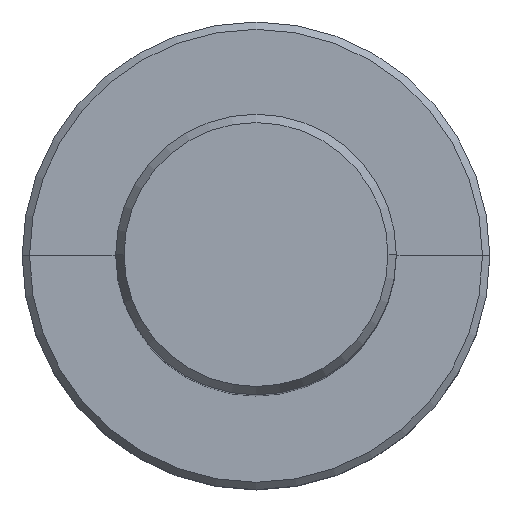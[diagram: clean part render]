
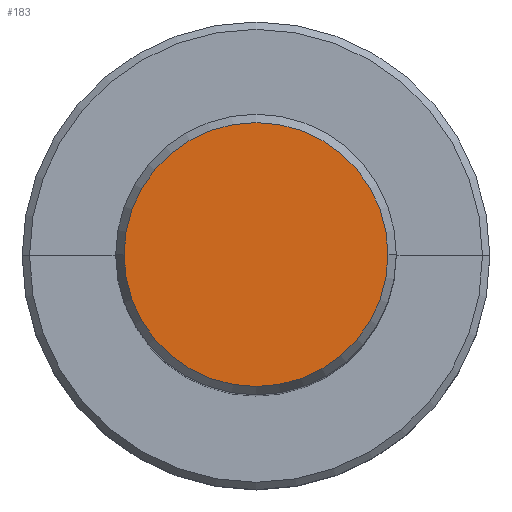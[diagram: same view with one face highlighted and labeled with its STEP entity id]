
A CAD part, top view. The second image highlights one B-rep face of the part: STEP entity #183.
In plain terms, the highlighted planar face has unit normal (0, 0, 1).
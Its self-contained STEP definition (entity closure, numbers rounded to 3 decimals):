
#52=PLANE('',#1212);
#183=ADVANCED_FACE('',(#270),#52,.F.);
#270=FACE_OUTER_BOUND('',#335,.T.);
#335=EDGE_LOOP('',(#586,#587));
#586=ORIENTED_EDGE('',*,*,#778,.F.);
#587=ORIENTED_EDGE('',*,*,#776,.T.);
#651=VERTEX_POINT('',#2483);
#652=VERTEX_POINT('',#2485);
#776=EDGE_CURVE('',#652,#651,#839,.T.);
#778=EDGE_CURVE('',#652,#651,#840,.T.);
#839=CIRCLE('',#1208,8.959);
#840=CIRCLE('',#1210,8.959);
#1208=AXIS2_PLACEMENT_3D('',#2484,#1471,#1472);
#1210=AXIS2_PLACEMENT_3D('',#2488,#1476,#1477);
#1212=AXIS2_PLACEMENT_3D('',#2490,#1480,#1481);
#1471=DIRECTION('',(0.,0.,1.));
#1472=DIRECTION('',(1.,0.,0.));
#1476=DIRECTION('',(0.,0.,-1.));
#1477=DIRECTION('',(1.,0.,0.));
#1480=DIRECTION('',(0.,0.,-1.));
#1481=DIRECTION('',(-1.,0.,0.));
#2483=CARTESIAN_POINT('',(-8.959,0.,50.8));
#2484=CARTESIAN_POINT('',(0.,0.,50.8));
#2485=CARTESIAN_POINT('',(8.959,0.,50.8));
#2488=CARTESIAN_POINT('',(0.,0.,50.8));
#2490=CARTESIAN_POINT('',(0.,0.,50.8));
